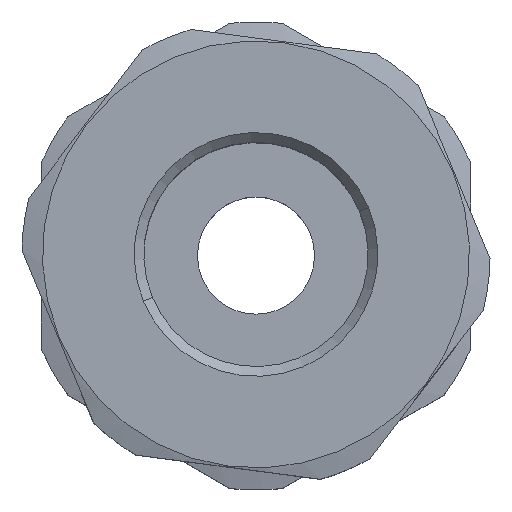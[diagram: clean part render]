
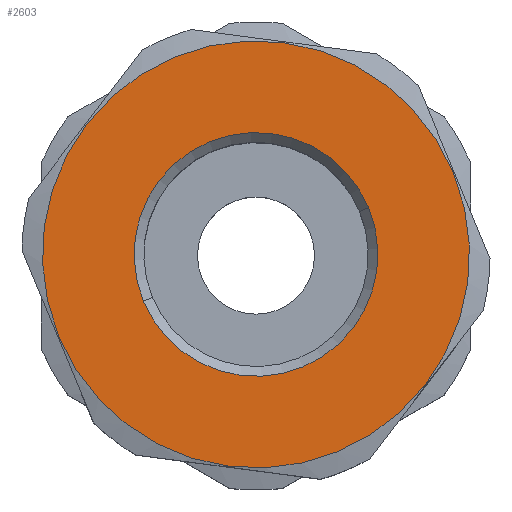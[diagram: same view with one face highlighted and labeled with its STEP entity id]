
A CAD part, top view. The second image highlights one B-rep face of the part: STEP entity #2603.
In plain terms, the highlighted face is planar.
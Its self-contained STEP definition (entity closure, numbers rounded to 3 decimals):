
#215 = CARTESIAN_POINT ( 'NONE',  ( 0., 0., -13. ) ) ;
#289 = EDGE_CURVE ( 'NONE', #1270, #1459, #1432, .T. ) ;
#337 = CARTESIAN_POINT ( 'NONE',  ( -10.95, 0., -13. ) ) ;
#484 = AXIS2_PLACEMENT_3D ( 'NONE', #1668, #1977, #2292 ) ;
#529 = CARTESIAN_POINT ( 'NONE',  ( -6.25, 0., -13. ) ) ;
#562 = AXIS2_PLACEMENT_3D ( 'NONE', #2478, #2452, #1079 ) ;
#639 = CIRCLE ( 'NONE', #1176, 6.25 ) ;
#654 = DIRECTION ( 'NONE',  ( 1., 0., 0. ) ) ;
#655 = CIRCLE ( 'NONE', #910, 6.25 ) ;
#659 = DIRECTION ( 'NONE',  ( 0., 0., 1. ) ) ;
#725 = CARTESIAN_POINT ( 'NONE',  ( 10.95, 0., -13. ) ) ;
#816 = ORIENTED_EDGE ( 'NONE', *, *, #2205, .T. ) ;
#847 = ORIENTED_EDGE ( 'NONE', *, *, #1305, .T. ) ;
#879 = DIRECTION ( 'NONE',  ( 1., 0., 0. ) ) ;
#881 = DIRECTION ( 'NONE',  ( 0., 0., 1. ) ) ;
#902 = CARTESIAN_POINT ( 'NONE',  ( 0., 0., -13. ) ) ;
#908 = ORIENTED_EDGE ( 'NONE', *, *, #1763, .F. ) ;
#910 = AXIS2_PLACEMENT_3D ( 'NONE', #215, #659, #654 ) ;
#950 = ORIENTED_EDGE ( 'NONE', *, *, #289, .F. ) ;
#1079 = DIRECTION ( 'NONE',  ( 1., 0., 0. ) ) ;
#1176 = AXIS2_PLACEMENT_3D ( 'NONE', #902, #881, #879 ) ;
#1270 = VERTEX_POINT ( 'NONE', #725 ) ;
#1305 = EDGE_CURVE ( 'NONE', #1995, #2295, #655, .T. ) ;
#1432 = CIRCLE ( 'NONE', #484, 10.95 ) ;
#1459 = VERTEX_POINT ( 'NONE', #337 ) ;
#1474 = FACE_OUTER_BOUND ( 'NONE', #1669, .T. ) ;
#1575 = EDGE_LOOP ( 'NONE', ( #816, #847 ) ) ;
#1618 = CARTESIAN_POINT ( 'NONE',  ( 6.25, 0., -13. ) ) ;
#1668 = CARTESIAN_POINT ( 'NONE',  ( 0., 0., -13. ) ) ;
#1669 = EDGE_LOOP ( 'NONE', ( #950, #908 ) ) ;
#1763 = EDGE_CURVE ( 'NONE', #1459, #1270, #2725, .T. ) ;
#1977 = DIRECTION ( 'NONE',  ( 0., 0., 1. ) ) ;
#1995 = VERTEX_POINT ( 'NONE', #1618 ) ;
#2014 = AXIS2_PLACEMENT_3D ( 'NONE', #2710, #2996, #2104 ) ;
#2104 = DIRECTION ( 'NONE',  ( 1., 0., 0. ) ) ;
#2109 = PLANE ( 'NONE',  #2014 ) ;
#2183 = FACE_BOUND ( 'NONE', #1575, .T. ) ;
#2205 = EDGE_CURVE ( 'NONE', #2295, #1995, #639, .T. ) ;
#2292 = DIRECTION ( 'NONE',  ( 1., 0., 0. ) ) ;
#2295 = VERTEX_POINT ( 'NONE', #529 ) ;
#2452 = DIRECTION ( 'NONE',  ( 0., 0., 1. ) ) ;
#2478 = CARTESIAN_POINT ( 'NONE',  ( 0., 0., -13. ) ) ;
#2603 = ADVANCED_FACE ( 'NONE', ( #2183, #1474 ), #2109, .F. ) ;
#2710 = CARTESIAN_POINT ( 'NONE',  ( 0., 5.75, -13. ) ) ;
#2725 = CIRCLE ( 'NONE', #562, 10.95 ) ;
#2996 = DIRECTION ( 'NONE',  ( 0., 0., 1. ) ) ;
